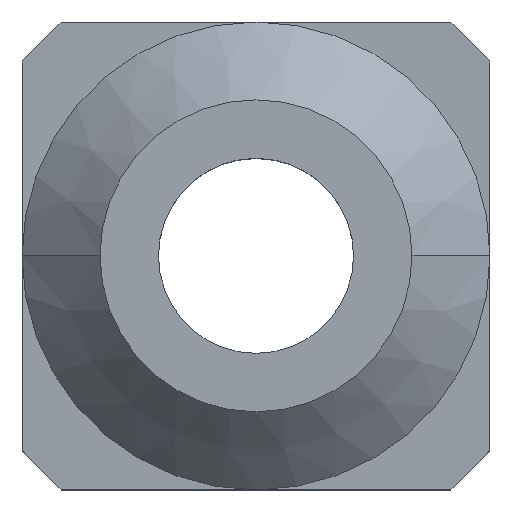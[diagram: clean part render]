
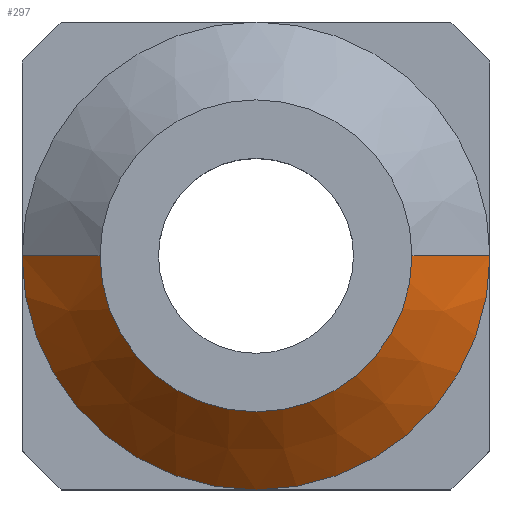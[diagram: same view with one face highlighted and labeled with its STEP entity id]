
A CAD part, top view. The second image highlights one B-rep face of the part: STEP entity #297.
In plain terms, the highlighted conical face has half-angle 45 degrees and reference radius 4 mm.
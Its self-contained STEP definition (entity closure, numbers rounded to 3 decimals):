
#23 = ORIENTED_EDGE ( 'NONE', *, *, #193, .F. ) ;
#24 = ORIENTED_EDGE ( 'NONE', *, *, #205, .F. ) ;
#25 = ORIENTED_EDGE ( 'NONE', *, *, #182, .T. ) ;
#27 = ORIENTED_EDGE ( 'NONE', *, *, #203, .F. ) ;
#28 = ORIENTED_EDGE ( 'NONE', *, *, #204, .F. ) ;
#113 = CARTESIAN_POINT ( 'NONE',  ( -10., 6., 3. ) ) ;
#114 = DIRECTION ( 'NONE',  ( -0.707, 0., -0.707 ) ) ;
#131 = VERTEX_POINT ( 'NONE', #143 ) ;
#133 = VERTEX_POINT ( 'NONE', #148 ) ;
#143 = CARTESIAN_POINT ( 'NONE',  ( -2., 6., 3. ) ) ;
#148 = CARTESIAN_POINT ( 'NONE',  ( -6., 0., 1. ) ) ;
#158 = VERTEX_POINT ( 'NONE', #492 ) ;
#160 = VERTEX_POINT ( 'NONE', #497 ) ;
#162 = VERTEX_POINT ( 'NONE', #500 ) ;
#182 = EDGE_CURVE ( 'NONE', #162, #158, #632, .T. ) ;
#193 = EDGE_CURVE ( 'NONE', #131, #160, #653, .T. ) ;
#203 = EDGE_CURVE ( 'NONE', #133, #158, #671, .T. ) ;
#204 = EDGE_CURVE ( 'NONE', #160, #133, #672, .T. ) ;
#205 = EDGE_CURVE ( 'NONE', #162, #131, #673, .T. ) ;
#240 = FACE_OUTER_BOUND ( 'NONE', #579, .T. ) ;
#242 = CONICAL_SURFACE ( 'NONE', #337, 4., 0.785 ) ;
#297 = ADVANCED_FACE ( 'NONE', ( #240 ), #242, .T. ) ;
#314 = AXIS2_PLACEMENT_3D ( 'NONE', #558, #559, #560 ) ;
#315 = AXIS2_PLACEMENT_3D ( 'NONE', #552, #553, #554 ) ;
#316 = AXIS2_PLACEMENT_3D ( 'NONE', #555, #556, #557 ) ;
#337 = AXIS2_PLACEMENT_3D ( 'NONE', #487, #488, #489 ) ;
#487 = CARTESIAN_POINT ( 'NONE',  ( -6., 6., 3. ) ) ;
#488 = DIRECTION ( 'NONE',  ( 0., 0., -1. ) ) ;
#489 = DIRECTION ( 'NONE',  ( -1., 0., 0. ) ) ;
#492 = CARTESIAN_POINT ( 'NONE',  ( -12., 6., 1. ) ) ;
#497 = CARTESIAN_POINT ( 'NONE',  ( 0., 6., 1. ) ) ;
#500 = CARTESIAN_POINT ( 'NONE',  ( -10., 6., 3. ) ) ;
#530 = CARTESIAN_POINT ( 'NONE',  ( -2., 6., 3. ) ) ;
#531 = DIRECTION ( 'NONE',  ( 0.707, 0., -0.707 ) ) ;
#552 = CARTESIAN_POINT ( 'NONE',  ( -6., 6., 1. ) ) ;
#553 = DIRECTION ( 'NONE',  ( 0., 0., -1. ) ) ;
#554 = DIRECTION ( 'NONE',  ( -1., 0., 0. ) ) ;
#555 = CARTESIAN_POINT ( 'NONE',  ( -6., 6., 1. ) ) ;
#556 = DIRECTION ( 'NONE',  ( 0., 0., -1. ) ) ;
#557 = DIRECTION ( 'NONE',  ( -1., 0., 0. ) ) ;
#558 = CARTESIAN_POINT ( 'NONE',  ( -6., 6., 3. ) ) ;
#559 = DIRECTION ( 'NONE',  ( 0., 0., 1. ) ) ;
#560 = DIRECTION ( 'NONE',  ( -1., 0., 0. ) ) ;
#579 = EDGE_LOOP ( 'NONE', ( #23, #24, #25, #27, #28 ) ) ;
#632 = LINE ( 'NONE', #113, #634 ) ;
#634 = VECTOR ( 'NONE', #114, 1000. ) ;
#653 = LINE ( 'NONE', #530, #654 ) ;
#654 = VECTOR ( 'NONE', #531, 1000. ) ;
#671 = CIRCLE ( 'NONE', #315, 6. ) ;
#672 = CIRCLE ( 'NONE', #316, 6. ) ;
#673 = CIRCLE ( 'NONE', #314, 4. ) ;
